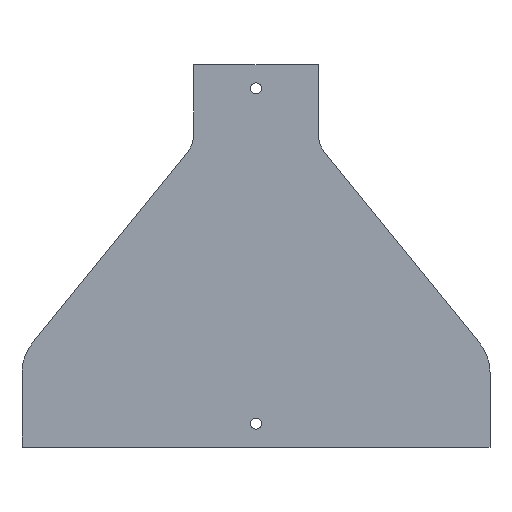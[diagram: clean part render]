
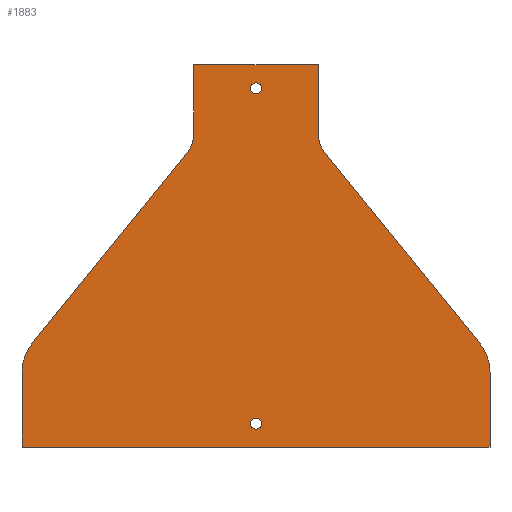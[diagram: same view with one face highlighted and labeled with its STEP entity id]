
A CAD part, front view. The second image highlights one B-rep face of the part: STEP entity #1883.
In plain terms, the highlighted planar face has unit normal (0, -1, 0).
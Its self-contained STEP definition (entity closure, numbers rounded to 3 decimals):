
#43 = ORIENTED_EDGE ( 'NONE', *, *, #617, .F. ) ;
#44 = ORIENTED_EDGE ( 'NONE', *, *, #620, .F. ) ;
#45 = ORIENTED_EDGE ( 'NONE', *, *, #623, .F. ) ;
#46 = ORIENTED_EDGE ( 'NONE', *, *, #363, .F. ) ;
#47 = ORIENTED_EDGE ( 'NONE', *, *, #751, .F. ) ;
#48 = ORIENTED_EDGE ( 'NONE', *, *, #769, .F. ) ;
#49 = ORIENTED_EDGE ( 'NONE', *, *, #766, .F. ) ;
#50 = ORIENTED_EDGE ( 'NONE', *, *, #763, .F. ) ;
#51 = ORIENTED_EDGE ( 'NONE', *, *, #760, .F. ) ;
#52 = ORIENTED_EDGE ( 'NONE', *, *, #722, .F. ) ;
#53 = ORIENTED_EDGE ( 'NONE', *, *, #719, .F. ) ;
#54 = ORIENTED_EDGE ( 'NONE', *, *, #614, .F. ) ;
#55 = ORIENTED_EDGE ( 'NONE', *, *, #626, .F. ) ;
#56 = ORIENTED_EDGE ( 'NONE', *, *, #625, .F. ) ;
#190 = EDGE_LOOP ( 'NONE', ( #55 ) ) ;
#194 = EDGE_LOOP ( 'NONE', ( #56 ) ) ;
#218 = EDGE_LOOP ( 'NONE', ( #54, #53, #52, #51, #50, #49, #48, #47, #46, #45, #44, #43 ) ) ;
#243 = VERTEX_POINT ( 'NONE', #1271 ) ;
#247 = VERTEX_POINT ( 'NONE', #1262 ) ;
#263 = VERTEX_POINT ( 'NONE', #2037 ) ;
#273 = VERTEX_POINT ( 'NONE', #1982 ) ;
#277 = VERTEX_POINT ( 'NONE', #1929 ) ;
#284 = VERTEX_POINT ( 'NONE', #1923 ) ;
#285 = VERTEX_POINT ( 'NONE', #2041 ) ;
#299 = VERTEX_POINT ( 'NONE', #1916 ) ;
#303 = VERTEX_POINT ( 'NONE', #2003 ) ;
#306 = VERTEX_POINT ( 'NONE', #2090 ) ;
#314 = VERTEX_POINT ( 'NONE', #1921 ) ;
#347 = VERTEX_POINT ( 'NONE', #2027 ) ;
#363 = EDGE_CURVE ( 'NONE', #263, #285, #1461, .T. ) ;
#381 = AXIS2_PLACEMENT_3D ( 'NONE', #2016, #2070, #2081 ) ;
#383 = AXIS2_PLACEMENT_3D ( 'NONE', #2060, #2061, #2062 ) ;
#385 = AXIS2_PLACEMENT_3D ( 'NONE', #1947, #2077, #1943 ) ;
#386 = AXIS2_PLACEMENT_3D ( 'NONE', #1990, #2001, #1994 ) ;
#422 = AXIS2_PLACEMENT_3D ( 'NONE', #1778, #1779, #1780 ) ;
#424 = AXIS2_PLACEMENT_3D ( 'NONE', #1792, #1793, #1794 ) ;
#458 = AXIS2_PLACEMENT_3D ( 'NONE', #840, #838, #844 ) ;
#614 = EDGE_CURVE ( 'NONE', #347, #299, #1483, .T. ) ;
#617 = EDGE_CURVE ( 'NONE', #299, #303, #1490, .T. ) ;
#620 = EDGE_CURVE ( 'NONE', #303, #306, #1495, .T. ) ;
#623 = EDGE_CURVE ( 'NONE', #306, #263, #1500, .T. ) ;
#625 = EDGE_CURVE ( 'NONE', #1573, #1573, #1503, .T. ) ;
#626 = EDGE_CURVE ( 'NONE', #1574, #1574, #1506, .T. ) ;
#719 = EDGE_CURVE ( 'NONE', #314, #347, #1065, .T. ) ;
#722 = EDGE_CURVE ( 'NONE', #277, #314, #1071, .T. ) ;
#751 = EDGE_CURVE ( 'NONE', #285, #243, #1118, .T. ) ;
#760 = EDGE_CURVE ( 'NONE', #247, #277, #1121, .T. ) ;
#763 = EDGE_CURVE ( 'NONE', #273, #247, #1139, .T. ) ;
#766 = EDGE_CURVE ( 'NONE', #284, #273, #1144, .T. ) ;
#769 = EDGE_CURVE ( 'NONE', #243, #284, #1149, .T. ) ;
#838 = DIRECTION ( 'NONE',  ( 0., 1., 0. ) ) ;
#840 = CARTESIAN_POINT ( 'NONE',  ( -60., 0., -44.325 ) ) ;
#842 = PLANE ( 'NONE',  #458 ) ;
#844 = DIRECTION ( 'NONE',  ( 0., 0., 1. ) ) ;
#939 = CARTESIAN_POINT ( 'NONE',  ( 0., 0., -18.5 ) ) ;
#942 = CARTESIAN_POINT ( 'NONE',  ( 0., 0., -233.5 ) ) ;
#1065 = LINE ( 'NONE', #1679, #1068 ) ;
#1068 = VECTOR ( 'NONE', #1680, 1000. ) ;
#1071 = LINE ( 'NONE', #1685, #1074 ) ;
#1074 = VECTOR ( 'NONE', #1686, 1000. ) ;
#1118 = LINE ( 'NONE', #1749, #1120 ) ;
#1120 = VECTOR ( 'NONE', #1748, 1000. ) ;
#1121 = CIRCLE ( 'NONE', #422, 30. ) ;
#1139 = LINE ( 'NONE', #1783, #1142 ) ;
#1142 = VECTOR ( 'NONE', #1784, 1000. ) ;
#1144 = CIRCLE ( 'NONE', #424, 20. ) ;
#1149 = LINE ( 'NONE', #1790, #1151 ) ;
#1151 = VECTOR ( 'NONE', #1791, 1000. ) ;
#1203 = FACE_BOUND ( 'NONE', #194, .T. ) ;
#1205 = FACE_OUTER_BOUND ( 'NONE', #218, .T. ) ;
#1210 = FACE_BOUND ( 'NONE', #190, .T. ) ;
#1262 = CARTESIAN_POINT ( 'NONE',  ( 143.257, 0., -178.166 ) ) ;
#1271 = CARTESIAN_POINT ( 'NONE',  ( 40., 0., 0. ) ) ;
#1461 = LINE ( 'NONE', #2079, #1465 ) ;
#1465 = VECTOR ( 'NONE', #1970, 1000. ) ;
#1483 = LINE ( 'NONE', #1953, #1487 ) ;
#1487 = VECTOR ( 'NONE', #2009, 1000. ) ;
#1490 = CIRCLE ( 'NONE', #381, 30. ) ;
#1495 = LINE ( 'NONE', #1945, #1497 ) ;
#1497 = VECTOR ( 'NONE', #1948, 1000. ) ;
#1500 = CIRCLE ( 'NONE', #383, 20. ) ;
#1503 = CIRCLE ( 'NONE', #385, 3.5 ) ;
#1506 = CIRCLE ( 'NONE', #386, 3.5 ) ;
#1573 = VERTEX_POINT ( 'NONE', #942 ) ;
#1574 = VERTEX_POINT ( 'NONE', #939 ) ;
#1679 = CARTESIAN_POINT ( 'NONE',  ( -150., 0., -245. ) ) ;
#1680 = DIRECTION ( 'NONE',  ( -1., 0., 0. ) ) ;
#1685 = CARTESIAN_POINT ( 'NONE',  ( 150., 0., -197.116 ) ) ;
#1686 = DIRECTION ( 'NONE',  ( 0., 0., -1. ) ) ;
#1748 = DIRECTION ( 'NONE',  ( 1., 0., 0. ) ) ;
#1749 = CARTESIAN_POINT ( 'NONE',  ( -40., 0., 0. ) ) ;
#1778 = CARTESIAN_POINT ( 'NONE',  ( 120., 0., -197.116 ) ) ;
#1779 = DIRECTION ( 'NONE',  ( 0., 1., 0. ) ) ;
#1780 = DIRECTION ( 'NONE',  ( 0., 0., -1. ) ) ;
#1783 = CARTESIAN_POINT ( 'NONE',  ( 44.495, 0., -56.959 ) ) ;
#1784 = DIRECTION ( 'NONE',  ( 0.632, 0., -0.775 ) ) ;
#1790 = CARTESIAN_POINT ( 'NONE',  ( 40., 0., 0. ) ) ;
#1791 = DIRECTION ( 'NONE',  ( 0., 0., -1. ) ) ;
#1792 = CARTESIAN_POINT ( 'NONE',  ( 60., 0., -44.325 ) ) ;
#1793 = DIRECTION ( 'NONE',  ( 0., -1., 0. ) ) ;
#1794 = DIRECTION ( 'NONE',  ( 0., 0., -1. ) ) ;
#1883 = ADVANCED_FACE ( 'NONE', ( #1203, #1210, #1205 ), #842, .F. ) ;
#1916 = CARTESIAN_POINT ( 'NONE',  ( -150., 0., -197.116 ) ) ;
#1921 = CARTESIAN_POINT ( 'NONE',  ( 150., 0., -245. ) ) ;
#1923 = CARTESIAN_POINT ( 'NONE',  ( 40., 0., -44.325 ) ) ;
#1929 = CARTESIAN_POINT ( 'NONE',  ( 150., 0., -197.116 ) ) ;
#1943 = DIRECTION ( 'NONE',  ( 0., 0., -1. ) ) ;
#1945 = CARTESIAN_POINT ( 'NONE',  ( -44.495, 0., -56.959 ) ) ;
#1947 = CARTESIAN_POINT ( 'NONE',  ( 0., 0., -230. ) ) ;
#1948 = DIRECTION ( 'NONE',  ( 0.632, 0., 0.775 ) ) ;
#1953 = CARTESIAN_POINT ( 'NONE',  ( -150., 0., -197.116 ) ) ;
#1970 = DIRECTION ( 'NONE',  ( 0., 0., 1. ) ) ;
#1982 = CARTESIAN_POINT ( 'NONE',  ( 44.495, 0., -56.959 ) ) ;
#1990 = CARTESIAN_POINT ( 'NONE',  ( 0., 0., -15. ) ) ;
#1994 = DIRECTION ( 'NONE',  ( 0., 0., -1. ) ) ;
#2001 = DIRECTION ( 'NONE',  ( 0., -1., 0. ) ) ;
#2003 = CARTESIAN_POINT ( 'NONE',  ( -143.257, 0., -178.166 ) ) ;
#2009 = DIRECTION ( 'NONE',  ( 0., 0., 1. ) ) ;
#2016 = CARTESIAN_POINT ( 'NONE',  ( -120., 0., -197.116 ) ) ;
#2027 = CARTESIAN_POINT ( 'NONE',  ( -150., 0., -245. ) ) ;
#2037 = CARTESIAN_POINT ( 'NONE',  ( -40., 0., -44.325 ) ) ;
#2041 = CARTESIAN_POINT ( 'NONE',  ( -40., 0., 0. ) ) ;
#2060 = CARTESIAN_POINT ( 'NONE',  ( -60., 0., -44.325 ) ) ;
#2061 = DIRECTION ( 'NONE',  ( 0., -1., 0. ) ) ;
#2062 = DIRECTION ( 'NONE',  ( 0., 0., 1. ) ) ;
#2070 = DIRECTION ( 'NONE',  ( 0., 1., 0. ) ) ;
#2077 = DIRECTION ( 'NONE',  ( 0., -1., 0. ) ) ;
#2079 = CARTESIAN_POINT ( 'NONE',  ( -40., 0., 0. ) ) ;
#2081 = DIRECTION ( 'NONE',  ( 0., 0., 1. ) ) ;
#2090 = CARTESIAN_POINT ( 'NONE',  ( -44.495, 0., -56.959 ) ) ;
